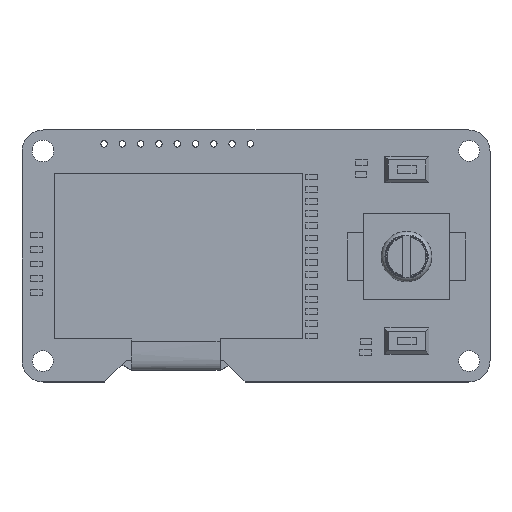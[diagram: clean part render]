
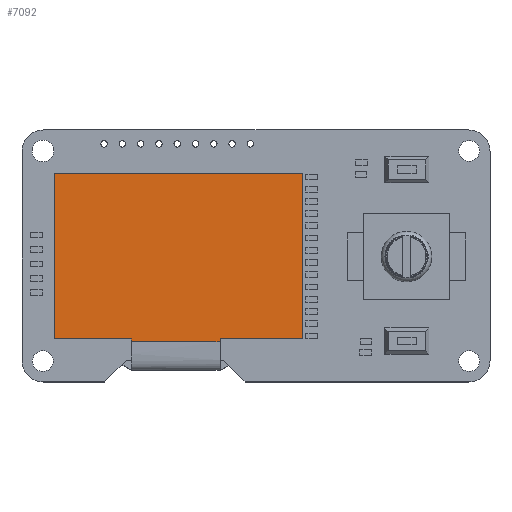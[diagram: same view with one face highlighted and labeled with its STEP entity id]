
A CAD part, top view. The second image highlights one B-rep face of the part: STEP entity #7092.
In plain terms, the highlighted planar face has unit normal (0, 0, 1).
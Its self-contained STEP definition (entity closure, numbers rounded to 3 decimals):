
#95=PLANE('',#7752);
#950=LINE('',#12756,#1637);
#953=LINE('',#12761,#1640);
#956=LINE('',#12771,#1643);
#957=LINE('',#12775,#1644);
#962=LINE('',#12787,#1649);
#964=LINE('',#12791,#1651);
#965=LINE('',#12793,#1652);
#966=LINE('',#12795,#1653);
#1637=VECTOR('',#9003,1.);
#1640=VECTOR('',#9008,1.);
#1643=VECTOR('',#9013,1.);
#1644=VECTOR('',#9016,1.);
#1649=VECTOR('',#9023,1.);
#1651=VECTOR('',#9027,1.);
#1652=VECTOR('',#9030,1.);
#1653=VECTOR('',#9033,1.);
#2200=FACE_OUTER_BOUND('',#2635,.T.);
#2635=EDGE_LOOP('',(#5685,#5686,#5687,#5688,#5689,#5690,#5691,#5692));
#3676=VERTEX_POINT('',#12753);
#3677=VERTEX_POINT('',#12755);
#3678=VERTEX_POINT('',#12759);
#3681=VERTEX_POINT('',#12767);
#3682=VERTEX_POINT('',#12773);
#3683=VERTEX_POINT('',#12774);
#3686=VERTEX_POINT('',#12785);
#3687=VERTEX_POINT('',#12789);
#4464=EDGE_CURVE('',#3677,#3676,#950,.T.);
#4467=EDGE_CURVE('',#3676,#3678,#953,.T.);
#4471=EDGE_CURVE('',#3678,#3681,#956,.T.);
#4472=EDGE_CURVE('',#3682,#3683,#957,.T.);
#4478=EDGE_CURVE('',#3683,#3686,#962,.T.);
#4480=EDGE_CURVE('',#3686,#3687,#964,.T.);
#4481=EDGE_CURVE('',#3687,#3677,#965,.T.);
#4482=EDGE_CURVE('',#3681,#3682,#966,.T.);
#5685=ORIENTED_EDGE('',*,*,#4471,.T.);
#5686=ORIENTED_EDGE('',*,*,#4482,.T.);
#5687=ORIENTED_EDGE('',*,*,#4472,.T.);
#5688=ORIENTED_EDGE('',*,*,#4478,.T.);
#5689=ORIENTED_EDGE('',*,*,#4480,.T.);
#5690=ORIENTED_EDGE('',*,*,#4481,.T.);
#5691=ORIENTED_EDGE('',*,*,#4464,.T.);
#5692=ORIENTED_EDGE('',*,*,#4467,.T.);
#7092=ADVANCED_FACE('',(#2200),#95,.T.);
#7752=AXIS2_PLACEMENT_3D('',#12794,#9031,#9032);
#9003=DIRECTION('',(0.,-1.,0.));
#9008=DIRECTION('',(1.,0.,0.));
#9013=DIRECTION('',(0.,-1.,0.));
#9016=DIRECTION('',(0.,1.,0.));
#9023=DIRECTION('',(1.,0.,0.));
#9027=DIRECTION('',(0.,1.,0.));
#9030=DIRECTION('',(-1.,0.,0.));
#9031=DIRECTION('center_axis',(0.,0.,1.));
#9032=DIRECTION('ref_axis',(1.,0.,0.));
#9033=DIRECTION('',(1.,0.,0.));
#12753=CARTESIAN_POINT('',(4.5,6.,3.));
#12755=CARTESIAN_POINT('',(4.5,29.,3.));
#12756=CARTESIAN_POINT('',(4.5,29.,3.));
#12759=CARTESIAN_POINT('',(15.203,6.,3.));
#12761=CARTESIAN_POINT('',(4.5,6.,3.));
#12767=CARTESIAN_POINT('',(15.203,5.6,3.));
#12771=CARTESIAN_POINT('',(15.203,6.,3.));
#12773=CARTESIAN_POINT('',(27.503,5.6,3.));
#12774=CARTESIAN_POINT('',(27.503,6.,3.));
#12775=CARTESIAN_POINT('',(27.503,5.6,3.));
#12785=CARTESIAN_POINT('',(39.,6.,3.));
#12787=CARTESIAN_POINT('',(27.503,6.,3.));
#12789=CARTESIAN_POINT('',(39.,29.,3.));
#12791=CARTESIAN_POINT('',(39.,6.,3.));
#12793=CARTESIAN_POINT('',(39.,29.,3.));
#12794=CARTESIAN_POINT('Origin',(0.,0.,3.));
#12795=CARTESIAN_POINT('',(15.203,5.6,3.));
